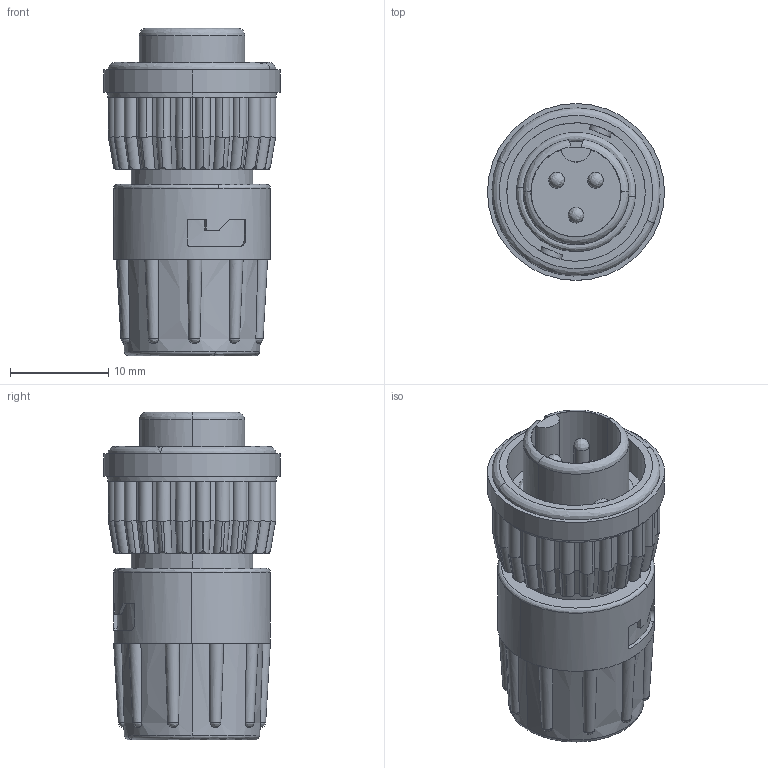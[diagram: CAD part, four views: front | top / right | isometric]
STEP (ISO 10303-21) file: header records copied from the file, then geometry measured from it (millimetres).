
FILE_DESCRIPTION (( 'STEP AP203' ), '1' );
FILE_NAME ('6380-3PG-321.STEP', '2015-11-12T22:41:47', ( '' ), ( '' ), 'SwSTEP 2.0', 'SolidWorks 2014', '' );
FILE_SCHEMA (( 'CONFIG_CONTROL_DESIGN' ));
Length unit declared in the file: inch
Products named in the file (1): 6380-3PG-321
Bounding box: 18.03 x 18.03 x 33.4 mm (x, y, z)
Volume: 5215.2 mm3; surface area: 3077.6 mm2
Topology: 1 solids, 1 shells, 323 faces, 927 edges, 615 vertices
Faces by surface type: cylinder 187, plane 71, bspline 61, cone 4
Entity records: 16111 total; most frequent: CARTESIAN_POINT 8711, ORIENTED_EDGE 1842, DIRECTION 1245, EDGE_CURVE 921, VERTEX_POINT 615, AXIS2_PLACEMENT_3D 505, EDGE_LOOP 338, ADVANCED_FACE 323
